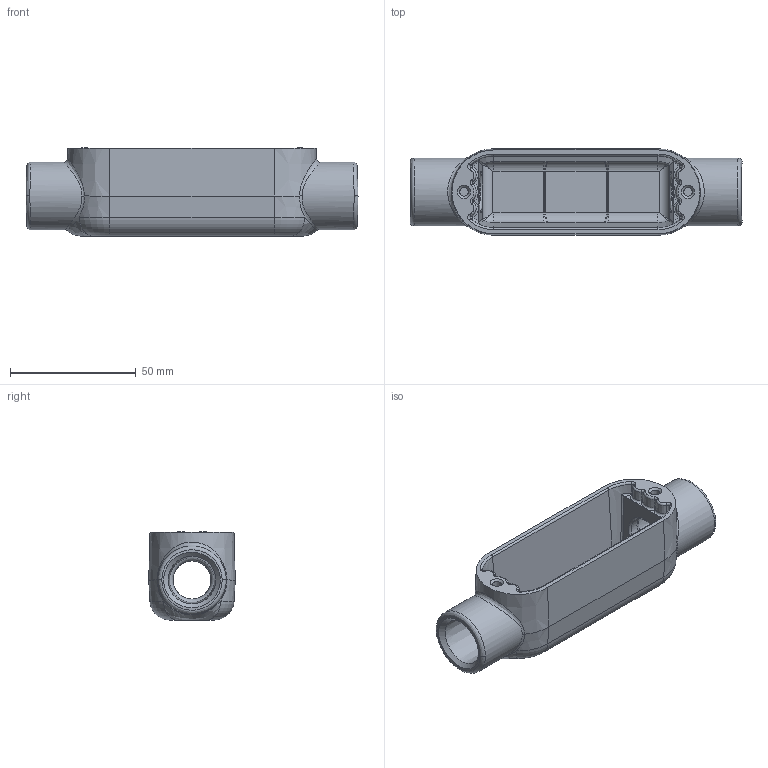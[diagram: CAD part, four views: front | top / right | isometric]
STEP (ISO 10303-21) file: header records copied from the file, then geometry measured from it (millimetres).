
FILE_DESCRIPTION(/* description */ (''),/* implementation_level */ '2;1');
FILE_NAME(/* name */ '13756-1.stp',/* time_stamp */ '2019-11-20T22:14:55+06:00',/* author */ ('mashraf'),/* organization */ (''),/* preprocessor_version */ 'ST-DEVELOPER v16.13',/* originating_system */ 'Autodesk Inventor 2018',/* authorisation */ '');
FILE_SCHEMA (('AUTOMOTIVE_DESIGN { 1 0 10303 214 3 1 1 }'));
Length unit declared in the file: inch
Products named in the file (1): 13756-1
Bounding box: 131.76 x 34.32 x 34.92 mm (x, y, z)
Volume: 46122.1 mm3; surface area: 24777.9 mm2
Topology: 1 solids, 1 shells, 161 faces, 387 edges, 207 vertices
Faces by surface type: bspline 48, plane 31, torus 30, cone 24, cylinder 20, sphere 8
Full cylindrical faces by diameter (mm): 15.113 x2, 26.975 x2
Entity records: 8680 total; most frequent: CARTESIAN_POINT 5352, DIRECTION 688, ORIENTED_EDGE 684, EDGE_CURVE 342, AXIS2_PLACEMENT_3D 306, VERTEX_POINT 200, EDGE_LOOP 182, FACE_OUTER_BOUND 161
